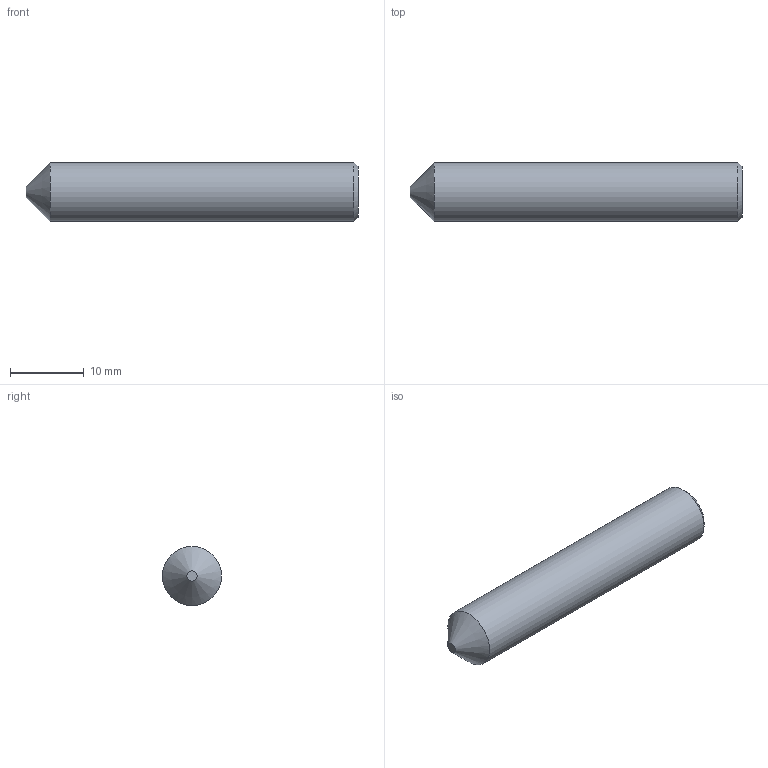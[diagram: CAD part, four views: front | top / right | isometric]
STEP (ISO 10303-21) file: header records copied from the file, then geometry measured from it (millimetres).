
FILE_DESCRIPTION (( 'STEP AP203' ), '1' );
FILE_NAME ('58308-240-45.step', '2019-12-13T13:02:09', ( '' ), ( '' ), 'SwSTEP 2.0', 'SolidWorks 2015', '' );
FILE_SCHEMA (( 'CONFIG_CONTROL_DESIGN' ));
Length unit declared in the file: millimetre
Products named in the file (2): 58308-240-45
Bounding box: 45 x 8 x 8 mm (x, y, z)
Volume: 2089.1 mm3; surface area: 1230 mm2
Topology: 1 solids, 1 shells, 182 faces, 477 edges, 319 vertices
Faces by surface type: bspline 93, plane 86, cone 2, cylinder 1
Full cylindrical faces by diameter (mm): 8 x1
Entity records: 11961 total; most frequent: CARTESIAN_POINT 7972, ORIENTED_EDGE 944, DIRECTION 472, EDGE_CURVE 472, VERTEX_POINT 316, LINE 282, VECTOR 282, EDGE_LOOP 206
